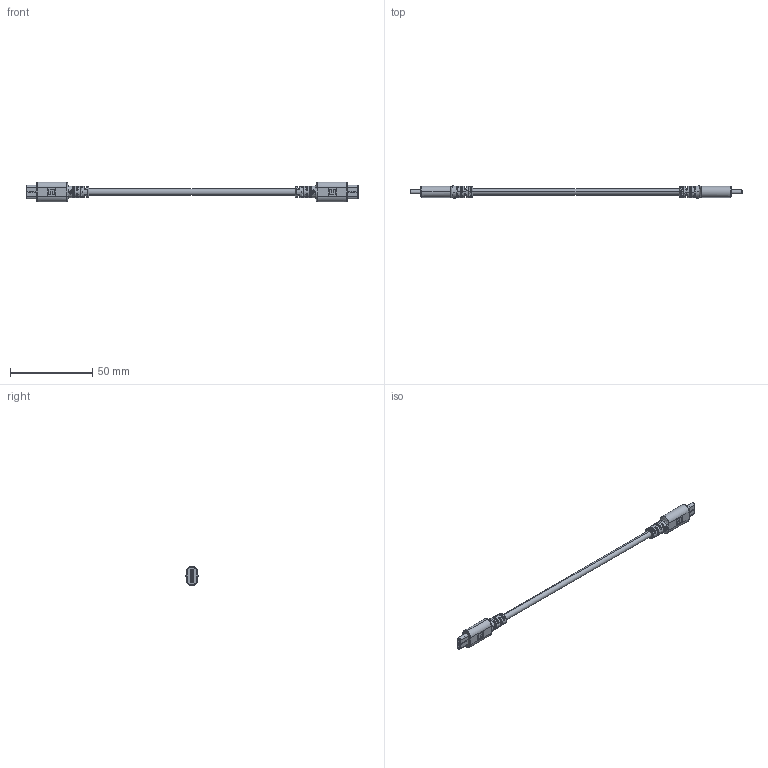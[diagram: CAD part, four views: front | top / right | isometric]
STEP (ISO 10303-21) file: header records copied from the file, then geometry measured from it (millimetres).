
FILE_DESCRIPTION (( 'STEP AP203' ), '1' );
FILE_NAME ('10-06135.STEP', '2025-03-24T18:59:33', ( '' ), ( '' ), 'SwSTEP 2.0', 'SolidWorks 2021', '' );
FILE_SCHEMA (( 'CONFIG_CONTROL_DESIGN' ));
Length unit declared in the file: millimetre
Products named in the file (4): 10-06135; 24-00326; 50-01064_Hidden emarker; 30-03504_wbc
Assembly tree (5 placements, depth 2):
  10-06135
    30-03504_wbc
    24-00326  x2
    50-01064_Hidden emarker  x2
Bounding box: 202.3 x 7.38 x 12 mm (x, y, z)
Volume: 4408.1 mm3; surface area: 6274.9 mm2
Topology: 5 solids, 5 shells, 744 faces, 1992 edges, 1292 vertices
Faces by surface type: plane 382, bspline 174, cylinder 134, torus 54
Entity records: 15536 total; most frequent: CARTESIAN_POINT 6301, ORIENTED_EDGE 2004, DIRECTION 1551, EDGE_CURVE 1002, VERTEX_POINT 650, VECTOR 563, LINE 563, AXIS2_PLACEMENT_3D 494
